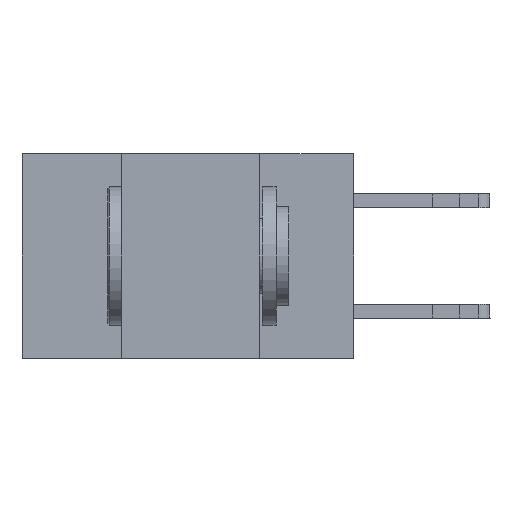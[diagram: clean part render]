
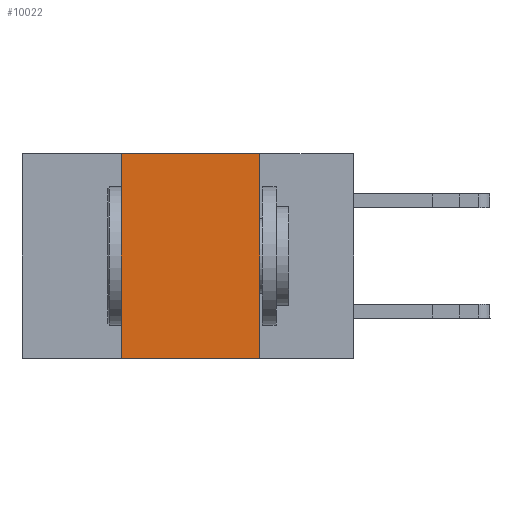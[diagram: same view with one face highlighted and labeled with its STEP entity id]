
A CAD part, left-side view. The second image highlights one B-rep face of the part: STEP entity #10022.
In plain terms, the highlighted planar face has unit normal (-1, 0, 0).
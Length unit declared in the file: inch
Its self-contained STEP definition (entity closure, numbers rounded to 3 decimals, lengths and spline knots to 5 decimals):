
#35 = VERTEX_POINT ( 'NONE', #91 ) ;
#91 = CARTESIAN_POINT ( 'NONE',  ( 0., 0.17, -0.37 ) ) ;
#810 = VERTEX_POINT ( 'NONE', #8813 ) ;
#1026 = VERTEX_POINT ( 'NONE', #8613 ) ;
#1064 = VECTOR ( 'NONE', #11450, 39.37008 ) ;
#1211 = VERTEX_POINT ( 'NONE', #2995 ) ;
#2217 = EDGE_CURVE ( 'NONE', #1211, #35, #9072, .T. ) ;
#2847 = ORIENTED_EDGE ( 'NONE', *, *, #2217, .T. ) ;
#2995 = CARTESIAN_POINT ( 'NONE',  ( 0., 0.42, -0.37 ) ) ;
#3153 = LINE ( 'NONE', #8826, #18489 ) ;
#3324 = DIRECTION ( 'NONE',  ( 0., 0., -1. ) ) ;
#3849 = LINE ( 'NONE', #14490, #7783 ) ;
#4080 = EDGE_LOOP ( 'NONE', ( #5828, #5276, #17334, #2847 ) ) ;
#4494 = DIRECTION ( 'NONE',  ( 0., 0., 1. ) ) ;
#5276 = ORIENTED_EDGE ( 'NONE', *, *, #18086, .F. ) ;
#5666 = DIRECTION ( 'NONE',  ( 0., 0., -1. ) ) ;
#5828 = ORIENTED_EDGE ( 'NONE', *, *, #8248, .F. ) ;
#7231 = VECTOR ( 'NONE', #4494, 39.37008 ) ;
#7783 = VECTOR ( 'NONE', #5666, 39.37008 ) ;
#8248 = EDGE_CURVE ( 'NONE', #810, #35, #3849, .T. ) ;
#8613 = CARTESIAN_POINT ( 'NONE',  ( 0., 0.42, 0. ) ) ;
#8813 = CARTESIAN_POINT ( 'NONE',  ( 0., 0.17, 0. ) ) ;
#8826 = CARTESIAN_POINT ( 'NONE',  ( 0., 0.6, 0. ) ) ;
#9072 = LINE ( 'NONE', #11330, #1064 ) ;
#9231 = PLANE ( 'NONE',  #18827 ) ;
#10022 = ADVANCED_FACE ( 'NONE', ( #19336 ), #9231, .F. ) ;
#10265 = DIRECTION ( 'NONE',  ( 0., -1., 0. ) ) ;
#10692 = CARTESIAN_POINT ( 'NONE',  ( 0., 0.6, 0. ) ) ;
#11200 = EDGE_CURVE ( 'NONE', #1211, #1026, #18140, .T. ) ;
#11330 = CARTESIAN_POINT ( 'NONE',  ( 0., 0.6, -0.37 ) ) ;
#11450 = DIRECTION ( 'NONE',  ( 0., -1., 0. ) ) ;
#12141 = DIRECTION ( 'NONE',  ( 1., 0., 0. ) ) ;
#14490 = CARTESIAN_POINT ( 'NONE',  ( 0., 0.17, 0. ) ) ;
#17334 = ORIENTED_EDGE ( 'NONE', *, *, #11200, .F. ) ;
#17829 = CARTESIAN_POINT ( 'NONE',  ( 0., 0.42, 0. ) ) ;
#18086 = EDGE_CURVE ( 'NONE', #1026, #810, #3153, .T. ) ;
#18140 = LINE ( 'NONE', #17829, #7231 ) ;
#18489 = VECTOR ( 'NONE', #10265, 39.37008 ) ;
#18827 = AXIS2_PLACEMENT_3D ( 'NONE', #10692, #12141, #3324 ) ;
#19336 = FACE_OUTER_BOUND ( 'NONE', #4080, .T. ) ;
